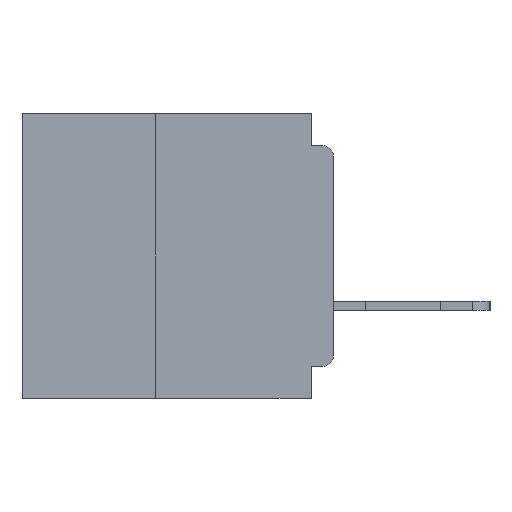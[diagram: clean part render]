
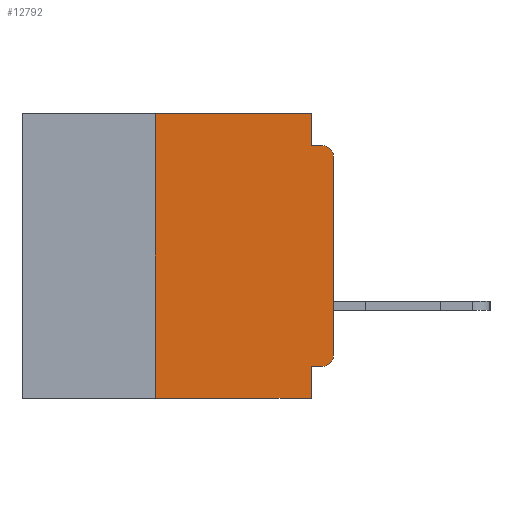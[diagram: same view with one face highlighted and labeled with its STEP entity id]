
A CAD part, left-side view. The second image highlights one B-rep face of the part: STEP entity #12792.
In plain terms, the highlighted planar face has unit normal (-1, 0, 0).
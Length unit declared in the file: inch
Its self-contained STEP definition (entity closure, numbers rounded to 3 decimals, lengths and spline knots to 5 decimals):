
#953 = DIRECTION ( 'NONE',  ( 0., -1., 0. ) ) ;
#1039 = LINE ( 'NONE', #16312, #16309 ) ;
#1324 = VERTEX_POINT ( 'NONE', #38920 ) ;
#3283 = DIRECTION ( 'NONE',  ( 0., 0., 1. ) ) ;
#3381 = CARTESIAN_POINT ( 'NONE',  ( 0., 0.015, -0.045 ) ) ;
#3672 = EDGE_CURVE ( 'NONE', #32867, #35827, #28972, .T. ) ;
#4031 = CARTESIAN_POINT ( 'NONE',  ( 0., 0., -0.045 ) ) ;
#4441 = CARTESIAN_POINT ( 'NONE',  ( 0., 0.031, -0.355 ) ) ;
#5109 = VERTEX_POINT ( 'NONE', #3381 ) ;
#5125 = VECTOR ( 'NONE', #3283, 39.37008 ) ;
#5698 = LINE ( 'NONE', #15148, #36857 ) ;
#6675 = ORIENTED_EDGE ( 'NONE', *, *, #15925, .F. ) ;
#6781 = CARTESIAN_POINT ( 'NONE',  ( 0., 0.031, -0.4 ) ) ;
#6915 = CARTESIAN_POINT ( 'NONE',  ( 0., 0., -0.34 ) ) ;
#7703 = EDGE_CURVE ( 'NONE', #8304, #35827, #26030, .T. ) ;
#8124 = ORIENTED_EDGE ( 'NONE', *, *, #37970, .F. ) ;
#8219 = ORIENTED_EDGE ( 'NONE', *, *, #25330, .T. ) ;
#8304 = VERTEX_POINT ( 'NONE', #33490 ) ;
#8806 = DIRECTION ( 'NONE',  ( -1., 0., 0. ) ) ;
#8832 = VERTEX_POINT ( 'NONE', #13876 ) ;
#8907 = DIRECTION ( 'NONE',  ( -1., 0., 0. ) ) ;
#9762 = EDGE_CURVE ( 'NONE', #8304, #8832, #21257, .T. ) ;
#10047 = DIRECTION ( 'NONE',  ( 0., 0., 1. ) ) ;
#10460 = EDGE_CURVE ( 'NONE', #1324, #5109, #21662, .T. ) ;
#11373 = CARTESIAN_POINT ( 'NONE',  ( 0., 0.437, 0. ) ) ;
#12016 = FACE_OUTER_BOUND ( 'NONE', #14903, .T. ) ;
#12792 = ADVANCED_FACE ( 'NONE', ( #12016 ), #26362, .F. ) ;
#13665 = VERTEX_POINT ( 'NONE', #30677 ) ;
#13876 = CARTESIAN_POINT ( 'NONE',  ( 0., 0.25, 0. ) ) ;
#14452 = DIRECTION ( 'NONE',  ( 0., 0., -1. ) ) ;
#14903 = EDGE_LOOP ( 'NONE', ( #24724, #8219, #29962, #6675, #8124, #24669, #26103, #27564, #28047, #21682 ) ) ;
#15148 = CARTESIAN_POINT ( 'NONE',  ( 0., 0.437, 0. ) ) ;
#15925 = EDGE_CURVE ( 'NONE', #22711, #1324, #1039, .T. ) ;
#16141 = VECTOR ( 'NONE', #24714, 39.37008 ) ;
#16309 = VECTOR ( 'NONE', #22307, 39.37008 ) ;
#16312 = CARTESIAN_POINT ( 'NONE',  ( 0., 0.031, 0. ) ) ;
#16988 = AXIS2_PLACEMENT_3D ( 'NONE', #26980, #8907, #30014 ) ;
#18124 = VECTOR ( 'NONE', #27753, 39.37008 ) ;
#18187 = DIRECTION ( 'NONE',  ( 0., -1., 0. ) ) ;
#19083 = CIRCLE ( 'NONE', #38277, 0.015 ) ;
#19102 = VERTEX_POINT ( 'NONE', #30151 ) ;
#19572 = VECTOR ( 'NONE', #10047, 39.37008 ) ;
#21002 = VECTOR ( 'NONE', #35796, 39.37008 ) ;
#21257 = LINE ( 'NONE', #27447, #5125 ) ;
#21342 = EDGE_CURVE ( 'NONE', #13665, #29497, #19083, .T. ) ;
#21662 = LINE ( 'NONE', #4031, #27776 ) ;
#21682 = ORIENTED_EDGE ( 'NONE', *, *, #21342, .T. ) ;
#22307 = DIRECTION ( 'NONE',  ( 0., 0., -1. ) ) ;
#22711 = VERTEX_POINT ( 'NONE', #34665 ) ;
#24049 = LINE ( 'NONE', #36699, #16141 ) ;
#24669 = ORIENTED_EDGE ( 'NONE', *, *, #9762, .F. ) ;
#24714 = DIRECTION ( 'NONE',  ( 0., 1., 0. ) ) ;
#24724 = ORIENTED_EDGE ( 'NONE', *, *, #30676, .T. ) ;
#25330 = EDGE_CURVE ( 'NONE', #19102, #5109, #36075, .T. ) ;
#26030 = LINE ( 'NONE', #36687, #18124 ) ;
#26103 = ORIENTED_EDGE ( 'NONE', *, *, #7703, .T. ) ;
#26362 = PLANE ( 'NONE',  #38023 ) ;
#26710 = CARTESIAN_POINT ( 'NONE',  ( 0., 0.031, -0.4 ) ) ;
#26867 = CARTESIAN_POINT ( 'NONE',  ( 0., 0.015, -0.34 ) ) ;
#26980 = CARTESIAN_POINT ( 'NONE',  ( 0., 0.015, -0.06 ) ) ;
#27447 = CARTESIAN_POINT ( 'NONE',  ( 0., 0.25, -0.4 ) ) ;
#27509 = LINE ( 'NONE', #37052, #19572 ) ;
#27564 = ORIENTED_EDGE ( 'NONE', *, *, #3672, .F. ) ;
#27753 = DIRECTION ( 'NONE',  ( 0., -1., 0. ) ) ;
#27776 = VECTOR ( 'NONE', #953, 39.37008 ) ;
#28047 = ORIENTED_EDGE ( 'NONE', *, *, #37449, .F. ) ;
#28972 = LINE ( 'NONE', #26710, #21002 ) ;
#29497 = VERTEX_POINT ( 'NONE', #6915 ) ;
#29916 = DIRECTION ( 'NONE',  ( 0., 0., -1. ) ) ;
#29962 = ORIENTED_EDGE ( 'NONE', *, *, #10460, .F. ) ;
#30014 = DIRECTION ( 'NONE',  ( 0., 0., -1. ) ) ;
#30151 = CARTESIAN_POINT ( 'NONE',  ( 0., 0., -0.06 ) ) ;
#30676 = EDGE_CURVE ( 'NONE', #29497, #19102, #27509, .T. ) ;
#30677 = CARTESIAN_POINT ( 'NONE',  ( 0., 0.015, -0.355 ) ) ;
#32449 = DIRECTION ( 'NONE',  ( 1., 0., 0. ) ) ;
#32867 = VERTEX_POINT ( 'NONE', #4441 ) ;
#33490 = CARTESIAN_POINT ( 'NONE',  ( 0., 0.25, -0.4 ) ) ;
#34665 = CARTESIAN_POINT ( 'NONE',  ( 0., 0.031, 0. ) ) ;
#35796 = DIRECTION ( 'NONE',  ( 0., 0., -1. ) ) ;
#35827 = VERTEX_POINT ( 'NONE', #6781 ) ;
#36075 = CIRCLE ( 'NONE', #16988, 0.015 ) ;
#36687 = CARTESIAN_POINT ( 'NONE',  ( 0., 0.437, -0.4 ) ) ;
#36699 = CARTESIAN_POINT ( 'NONE',  ( 0., 0., -0.355 ) ) ;
#36857 = VECTOR ( 'NONE', #18187, 39.37008 ) ;
#37052 = CARTESIAN_POINT ( 'NONE',  ( 0., 0., 0. ) ) ;
#37449 = EDGE_CURVE ( 'NONE', #13665, #32867, #24049, .T. ) ;
#37970 = EDGE_CURVE ( 'NONE', #8832, #22711, #5698, .T. ) ;
#38023 = AXIS2_PLACEMENT_3D ( 'NONE', #11373, #32449, #14452 ) ;
#38277 = AXIS2_PLACEMENT_3D ( 'NONE', #26867, #8806, #29916 ) ;
#38920 = CARTESIAN_POINT ( 'NONE',  ( 0., 0.031, -0.045 ) ) ;
